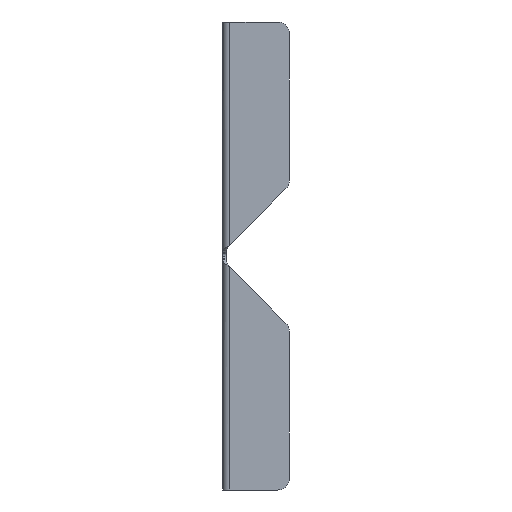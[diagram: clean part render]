
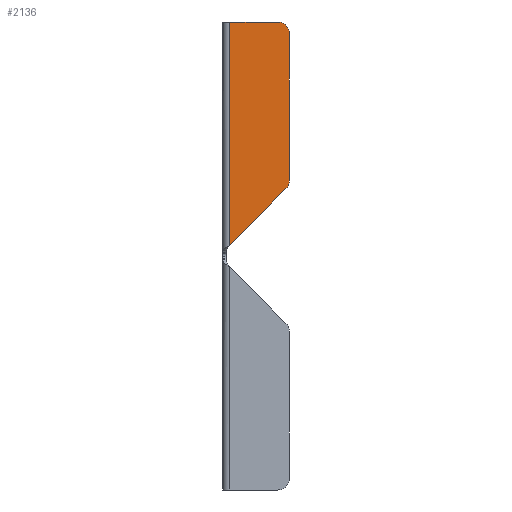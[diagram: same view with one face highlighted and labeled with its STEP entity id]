
A CAD part, front view. The second image highlights one B-rep face of the part: STEP entity #2136.
In plain terms, the highlighted planar face has unit normal (0, -1, 0).
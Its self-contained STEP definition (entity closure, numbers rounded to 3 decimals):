
#272=DIRECTION('',(0.,0.,-1.));
#273=VECTOR('',#272,95.379);
#274=CARTESIAN_POINT('',(-25.5,0.,100.));
#275=LINE('',#274,#273);
#276=CARTESIAN_POINT('',(-25.5,0.,4.621));
#293=DIRECTION('',(-1.,0.,0.));
#294=VECTOR('',#293,20.5);
#295=CARTESIAN_POINT('',(-5.,0.,100.));
#296=LINE('',#295,#294);
#329=CARTESIAN_POINT('',(-5.,0.,95.));
#330=DIRECTION('',(0.,-1.,0.));
#331=DIRECTION('',(1.,0.,0.));
#332=AXIS2_PLACEMENT_3D('',#329,#330,#331);
#334=CARTESIAN_POINT('',(-5.,0.,32.192));
#335=DIRECTION('',(0.,1.,0.));
#336=DIRECTION('',(1.,0.,0.));
#337=AXIS2_PLACEMENT_3D('',#334,#335,#336);
#339=DIRECTION('',(-0.707,0.,-0.707));
#340=VECTOR('',#339,33.991);
#341=CARTESIAN_POINT('',(-1.464,0.,28.657));
#342=LINE('',#341,#340);
#351=DIRECTION('',(0.,0.,1.));
#352=VECTOR('',#351,62.808);
#353=CARTESIAN_POINT('',(0.,0.,32.192));
#354=LINE('',#353,#352);
#1459=VERTEX_POINT('',#276);
#1462=CARTESIAN_POINT('',(0.,0.,32.192));
#1463=CARTESIAN_POINT('',(-1.464,0.,
28.657));
#1464=VERTEX_POINT('',#1462);
#1465=VERTEX_POINT('',#1463);
#1579=CARTESIAN_POINT('',(-25.5,0.,100.));
#1580=VERTEX_POINT('',#1579);
#1611=CARTESIAN_POINT('',(0.,0.,95.));
#1612=CARTESIAN_POINT('',(-5.,0.,100.));
#1613=VERTEX_POINT('',#1611);
#1614=VERTEX_POINT('',#1612);
#2120=CARTESIAN_POINT('',(0.,0.,-100.));
#2121=DIRECTION('',(0.,1.,0.));
#2122=DIRECTION('',(-1.,0.,0.));
#2123=AXIS2_PLACEMENT_3D('',#2120,#2121,#2122);
#2124=PLANE('',#2123);
#2125=ORIENTED_EDGE('',*,*,#2110,.F.);
#2127=ORIENTED_EDGE('',*,*,#2126,.F.);
#2129=ORIENTED_EDGE('',*,*,#2128,.T.);
#2131=ORIENTED_EDGE('',*,*,#2130,.T.);
#2132=ORIENTED_EDGE('',*,*,#2072,.F.);
#2133=ORIENTED_EDGE('',*,*,#2086,.F.);
#2134=EDGE_LOOP('',(#2125,#2127,#2129,#2131,#2132,#2133));
#2135=FACE_OUTER_BOUND('',#2134,.F.);
#2136=ADVANCED_FACE('',(#2135),#2124,.F.);
#333=CIRCLE('',#332,5.);
#338=CIRCLE('',#337,5.);
#2072=EDGE_CURVE('',#1580,#1459,#275,.T.);
#2086=EDGE_CURVE('',#1614,#1580,#296,.T.);
#2110=EDGE_CURVE('',#1613,#1614,#333,.T.);
#2126=EDGE_CURVE('',#1464,#1613,#354,.T.);
#2128=EDGE_CURVE('',#1464,#1465,#338,.T.);
#2130=EDGE_CURVE('',#1465,#1459,#342,.T.);
